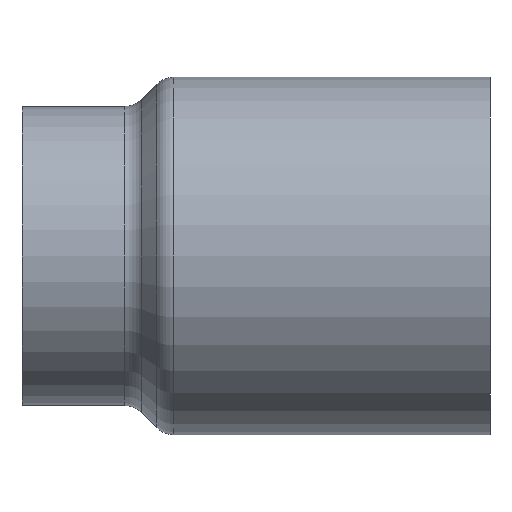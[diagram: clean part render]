
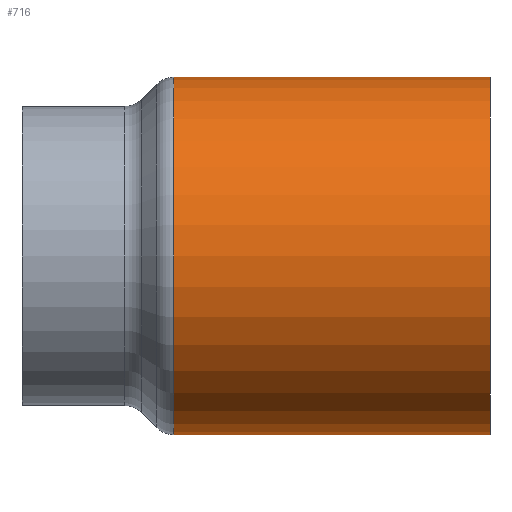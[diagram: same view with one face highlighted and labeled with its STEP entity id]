
A CAD part, left-side view. The second image highlights one B-rep face of the part: STEP entity #716.
In plain terms, the highlighted cylindrical face has radius 13.75 mm (diameter 27.5 mm), a partial arc.
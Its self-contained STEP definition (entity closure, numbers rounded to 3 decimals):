
#26 = VERTEX_POINT ( 'NONE', #206 ) ;
#27 = VERTEX_POINT ( 'NONE', #219 ) ;
#146 = EDGE_CURVE ( 'NONE', #27, #147, #557, .T. ) ;
#147 = VERTEX_POINT ( 'NONE', #534 ) ;
#148 = VERTEX_POINT ( 'NONE', #531 ) ;
#149 = EDGE_CURVE ( 'NONE', #26, #148, #556, .T. ) ;
#206 = CARTESIAN_POINT ( 'NONE',  ( 0., 24.325, -13.75 ) ) ;
#219 = CARTESIAN_POINT ( 'NONE',  ( 0., 24.325, 13.75 ) ) ;
#439 = DIRECTION ( 'NONE',  ( 0., 0., -1. ) ) ;
#440 = DIRECTION ( 'NONE',  ( 0., -1., 0. ) ) ;
#441 = CARTESIAN_POINT ( 'NONE',  ( 0., 0., 0. ) ) ;
#442 = AXIS2_PLACEMENT_3D ( 'NONE', #441, #440, #439 ) ;
#445 = CYLINDRICAL_SURFACE ( 'NONE', #442, 13.75 ) ;
#446 = FACE_OUTER_BOUND ( 'NONE', #733, .T. ) ;
#466 = DIRECTION ( 'NONE',  ( 0., -1., 0. ) ) ;
#467 = VECTOR ( 'NONE', #466, 1000. ) ;
#468 = CARTESIAN_POINT ( 'NONE',  ( 0., 0., -13.75 ) ) ;
#478 = DIRECTION ( 'NONE',  ( 0., -1., 0. ) ) ;
#479 = CARTESIAN_POINT ( 'NONE',  ( 0., 0., 13.75 ) ) ;
#531 = CARTESIAN_POINT ( 'NONE',  ( 0., 0., -13.75 ) ) ;
#534 = CARTESIAN_POINT ( 'NONE',  ( 0., 0., 13.75 ) ) ;
#535 = VECTOR ( 'NONE', #478, 1000. ) ;
#556 = LINE ( 'NONE', #468, #467 ) ;
#557 = LINE ( 'NONE', #479, #535 ) ;
#604 = DIRECTION ( 'NONE',  ( 0., 0., -1. ) ) ;
#605 = DIRECTION ( 'NONE',  ( 0., -1., 0. ) ) ;
#606 = CARTESIAN_POINT ( 'NONE',  ( 0., 0., 0. ) ) ;
#607 = AXIS2_PLACEMENT_3D ( 'NONE', #606, #605, #604 ) ;
#608 = CIRCLE ( 'NONE', #607, 13.75 ) ;
#620 = DIRECTION ( 'NONE',  ( 0., 0., 1. ) ) ;
#621 = DIRECTION ( 'NONE',  ( 0., -1., 0. ) ) ;
#622 = AXIS2_PLACEMENT_3D ( 'NONE', #636, #621, #620 ) ;
#636 = CARTESIAN_POINT ( 'NONE',  ( 0., 24.325, 0. ) ) ;
#637 = CIRCLE ( 'NONE', #622, 13.75 ) ;
#716 = ADVANCED_FACE ( 'NONE', ( #446 ), #445, .T. ) ;
#732 = ORIENTED_EDGE ( 'NONE', *, *, #149, .T. ) ;
#733 = EDGE_LOOP ( 'NONE', ( #736, #751, #732, #747 ) ) ;
#736 = ORIENTED_EDGE ( 'NONE', *, *, #146, .F. ) ;
#747 = ORIENTED_EDGE ( 'NONE', *, *, #748, .F. ) ;
#748 = EDGE_CURVE ( 'NONE', #147, #148, #608, .T. ) ;
#751 = ORIENTED_EDGE ( 'NONE', *, *, #752, .T. ) ;
#752 = EDGE_CURVE ( 'NONE', #27, #26, #637, .T. ) ;
